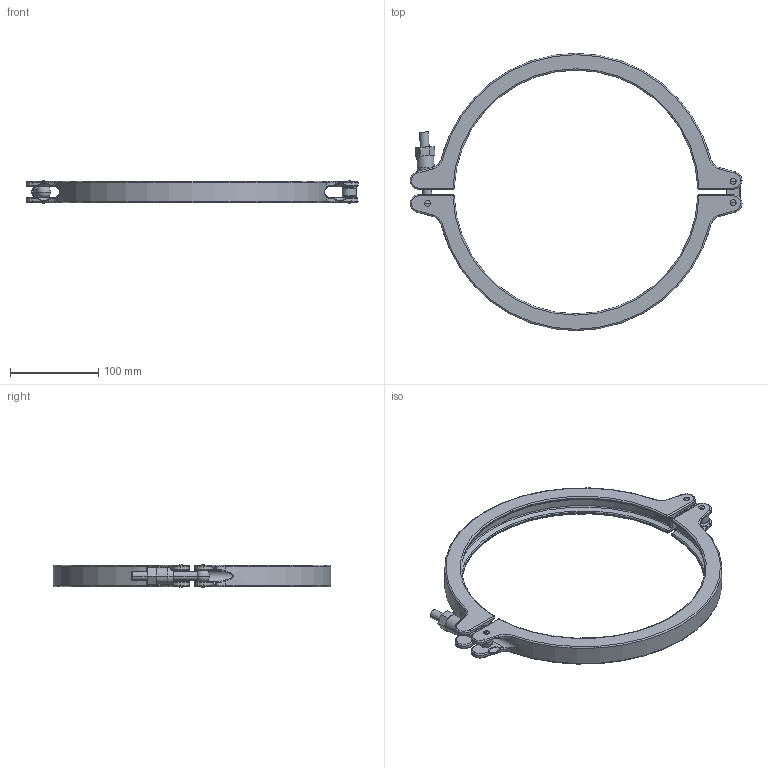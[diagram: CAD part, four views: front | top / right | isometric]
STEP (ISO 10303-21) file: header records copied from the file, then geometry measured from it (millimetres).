
FILE_DESCRIPTION (( 'STEP AP214' ), '1' );
FILE_NAME ('CL.SAFX.1058 BLOCK.STEP', '2020-02-26T11:10:16', ( '' ), ( '' ), 'SwSTEP 2.0', 'SolidWorks 2019', '' );
FILE_SCHEMA (( 'AUTOMOTIVE_DESIGN' ));
Length unit declared in the file: millimetre
Products named in the file (1): CL.SAFX.1058 BLOCK
Bounding box: 376 x 314 x 25.3 mm (x, y, z)
Volume: 371873.2 mm3; surface area: 106226.1 mm2
Topology: 3 solids, 5 shells, 387 faces, 899 edges, 502 vertices
Faces by surface type: cylinder 120, torus 92, bspline 76, plane 55, sphere 40, cone 4
Entity records: 13596 total; most frequent: CARTESIAN_POINT 5215, DIRECTION 1818, ORIENTED_EDGE 1728, EDGE_CURVE 864, AXIS2_PLACEMENT_3D 802, VERTEX_POINT 499, CIRCLE 490, EDGE_LOOP 413
